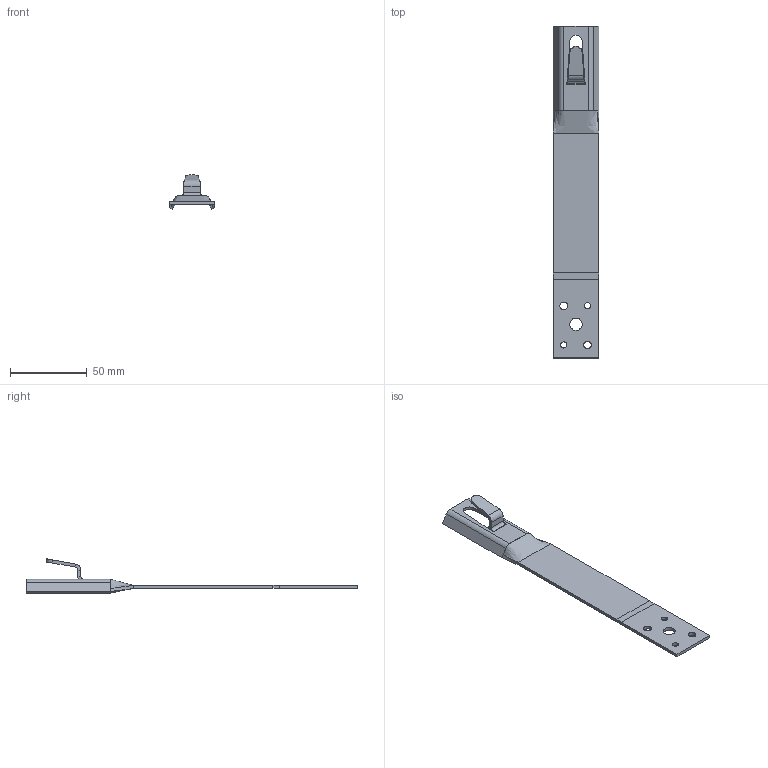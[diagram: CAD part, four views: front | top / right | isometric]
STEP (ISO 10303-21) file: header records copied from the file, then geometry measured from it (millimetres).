
FILE_DESCRIPTION(/* description */ (''),/* implementation_level */ '2;1');
FILE_NAME(/* name */ '503130.150.ipt.stp',/* time_stamp */ '2023-05-18T15:11:59+03:00',/* author */ ('Петров Ю.Д.'),/* organization */ (''),/* preprocessor_version */ 'ST-DEVELOPER v19.2',/* originating_system */ 'Autodesk Inventor 2023',/* authorisation */ '');
FILE_SCHEMA (('AUTOMOTIVE_DESIGN { 1 0 10303 214 3 1 1 }'));
Length unit declared in the file: millimetre
Products named in the file (1): DZP-H150
Bounding box: 30 x 216.52 x 22.26 mm (x, y, z)
Volume: 13555.7 mm3; surface area: 15108.5 mm2
Topology: 3 solids, 3 shells, 73 faces, 169 edges, 102 vertices
Faces by surface type: plane 48, cylinder 15, bspline 10
Full cylindrical faces by diameter (mm): 4 x2, 5 x2, 8 x1
Entity records: 2689 total; most frequent: CARTESIAN_POINT 937, ORIENTED_EDGE 338, DIRECTION 309, EDGE_CURVE 169, LINE 137, VECTOR 137, VERTEX_POINT 102, AXIS2_PLACEMENT_3D 86
